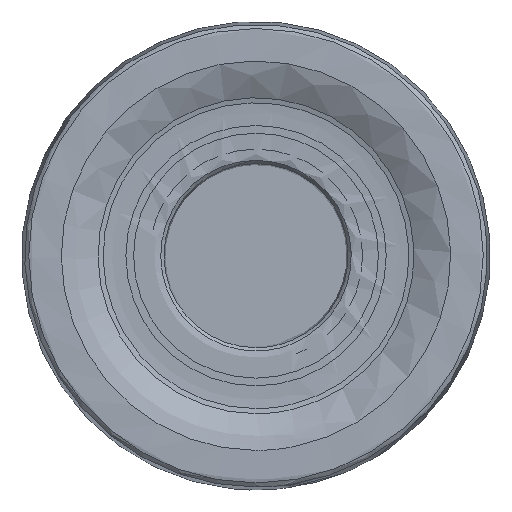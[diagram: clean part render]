
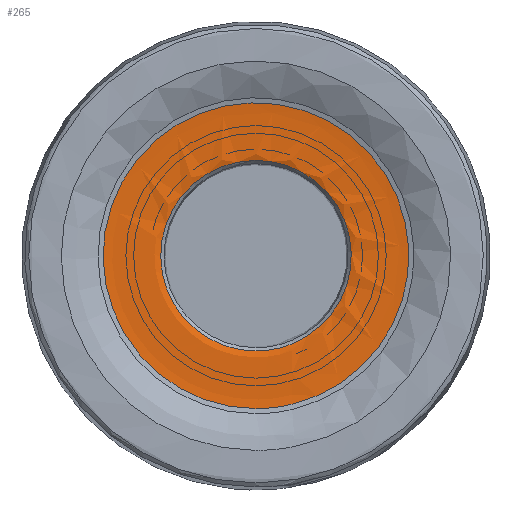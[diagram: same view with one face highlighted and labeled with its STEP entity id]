
A CAD part, left-side view. The second image highlights one B-rep face of the part: STEP entity #265.
In plain terms, the highlighted face is a revolution surface.
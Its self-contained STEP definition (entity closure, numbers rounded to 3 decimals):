
#35=SURFACE_OF_REVOLUTION('',#63,#49);
#49=AXIS1_PLACEMENT('',#989,#725);
#63=B_SPLINE_CURVE_WITH_KNOTS('',3,(#977,#978,#979,#980,#981,#982,#983,
#984,#985,#986,#987,#988),.UNSPECIFIED.,.F.,.F.,(4,2,2,2,2,4),(0.,0.125,
0.25,0.5,0.75,1.),.UNSPECIFIED.);
#265=ADVANCED_FACE('',(#330,#331),#35,.T.);
#330=FACE_BOUND('',#394,.T.);
#331=FACE_BOUND('',#395,.T.);
#394=EDGE_LOOP('',(#458));
#395=EDGE_LOOP('',(#459));
#458=ORIENTED_EDGE('',*,*,#526,.F.);
#459=ORIENTED_EDGE('',*,*,#525,.T.);
#493=VERTEX_POINT('',#963);
#494=VERTEX_POINT('',#976);
#525=EDGE_CURVE('',#493,#493,#557,.T.);
#526=EDGE_CURVE('',#494,#494,#558,.T.);
#557=CIRCLE('',#609,6.706);
#558=CIRCLE('',#610,10.76);
#609=AXIS2_PLACEMENT_3D('',#962,#720,#721);
#610=AXIS2_PLACEMENT_3D('',#975,#723,#724);
#720=DIRECTION('',(1.,0.,0.));
#721=DIRECTION('',(0.,0.,-1.));
#723=DIRECTION('',(1.,0.,0.));
#724=DIRECTION('',(0.,0.,-1.));
#725=DIRECTION('',(1.,0.,0.));
#962=CARTESIAN_POINT('',(1.394,0.,0.));
#963=CARTESIAN_POINT('',(1.394,0.,-6.706));
#975=CARTESIAN_POINT('',(1.231,0.,0.));
#976=CARTESIAN_POINT('',(1.231,0.,-10.76));
#977=CARTESIAN_POINT('',(1.394,-6.542,1.474));
#978=CARTESIAN_POINT('',(1.292,-6.695,1.462));
#979=CARTESIAN_POINT('',(1.271,-6.886,1.432));
#980=CARTESIAN_POINT('',(1.256,-7.246,1.371));
#981=CARTESIAN_POINT('',(1.261,-7.423,1.339));
#982=CARTESIAN_POINT('',(1.263,-7.948,1.246));
#983=CARTESIAN_POINT('',(1.265,-8.293,1.185));
#984=CARTESIAN_POINT('',(1.265,-8.972,1.065));
#985=CARTESIAN_POINT('',(1.279,-9.308,1.004));
#986=CARTESIAN_POINT('',(1.287,-10.006,0.88));
#987=CARTESIAN_POINT('',(1.293,-10.366,0.815));
#988=CARTESIAN_POINT('',(1.231,-10.733,0.76));
#989=CARTESIAN_POINT('',(0.,0.,0.));
